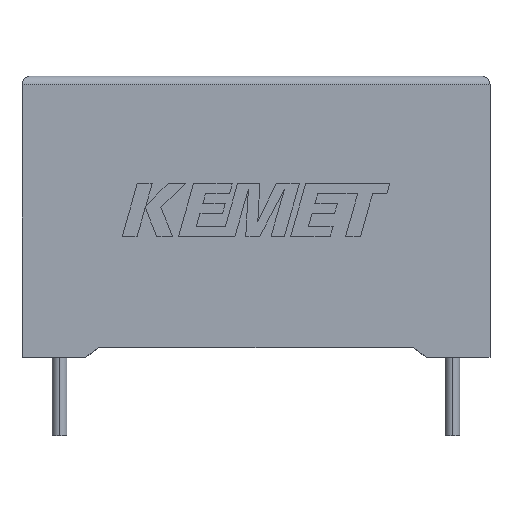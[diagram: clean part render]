
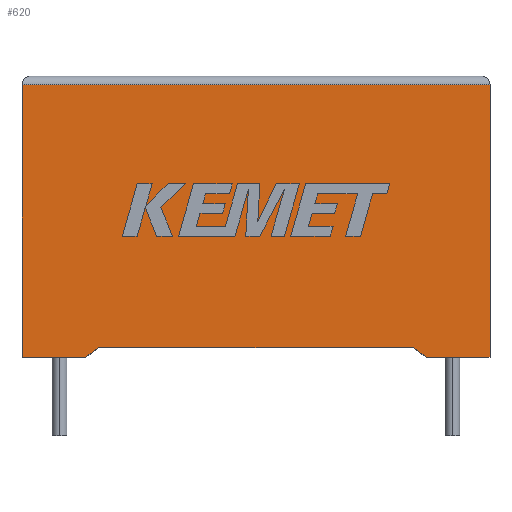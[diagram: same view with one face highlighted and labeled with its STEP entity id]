
A CAD part, top view. The second image highlights one B-rep face of the part: STEP entity #620.
In plain terms, the highlighted planar face has unit normal (0, 0, 1).
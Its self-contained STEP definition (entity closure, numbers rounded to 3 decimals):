
#4 = DIRECTION ( 'NONE',  ( 0., 0., -1. ) ) ;
#47 = ORIENTED_EDGE ( 'NONE', *, *, #2529, .T. ) ;
#73 = DIRECTION ( 'NONE',  ( 0., -1., 0. ) ) ;
#128 = ORIENTED_EDGE ( 'NONE', *, *, #520, .T. ) ;
#183 = CARTESIAN_POINT ( 'NONE',  ( 0., 15.6, 7.2 ) ) ;
#246 = LINE ( 'NONE', #2346, #2179 ) ;
#267 = VECTOR ( 'NONE', #1415, 1000. ) ;
#307 = CARTESIAN_POINT ( 'NONE',  ( 3.65, 0., 7.2 ) ) ;
#322 = EDGE_CURVE ( 'NONE', #589, #2988, #457, .T. ) ;
#356 = CARTESIAN_POINT ( 'NONE',  ( 0., 0., 7.2 ) ) ;
#383 = ORIENTED_EDGE ( 'NONE', *, *, #322, .F. ) ;
#457 = LINE ( 'NONE', #2775, #1636 ) ;
#511 = VECTOR ( 'NONE', #1472, 1000. ) ;
#520 = EDGE_CURVE ( 'NONE', #1760, #1072, #1718, .T. ) ;
#548 = CARTESIAN_POINT ( 'NONE',  ( 0., 0., 7.2 ) ) ;
#589 = VERTEX_POINT ( 'NONE', #2019 ) ;
#606 = EDGE_CURVE ( 'NONE', #589, #1760, #246, .T. ) ;
#620 = ADVANCED_FACE ( 'NONE', ( #2855 ), #2122, .F. ) ;
#795 = LINE ( 'NONE', #1449, #267 ) ;
#802 = EDGE_LOOP ( 'NONE', ( #837, #1897, #2942, #47, #1200, #383, #1269, #128 ) ) ;
#805 = CARTESIAN_POINT ( 'NONE',  ( 0., 0., 7.2 ) ) ;
#837 = ORIENTED_EDGE ( 'NONE', *, *, #857, .T. ) ;
#857 = EDGE_CURVE ( 'NONE', #1072, #2107, #795, .T. ) ;
#1019 = VECTOR ( 'NONE', #1973, 1000. ) ;
#1072 = VERTEX_POINT ( 'NONE', #2928 ) ;
#1200 = ORIENTED_EDGE ( 'NONE', *, *, #2731, .F. ) ;
#1269 = ORIENTED_EDGE ( 'NONE', *, *, #606, .T. ) ;
#1337 = LINE ( 'NONE', #1356, #1838 ) ;
#1341 = VERTEX_POINT ( 'NONE', #183 ) ;
#1342 = EDGE_CURVE ( 'NONE', #2107, #1341, #1337, .T. ) ;
#1356 = CARTESIAN_POINT ( 'NONE',  ( 0., 15.6, 7.2 ) ) ;
#1415 = DIRECTION ( 'NONE',  ( 0., 1., 0. ) ) ;
#1449 = CARTESIAN_POINT ( 'NONE',  ( 26.8, 0., 7.2 ) ) ;
#1461 = LINE ( 'NONE', #2409, #1541 ) ;
#1472 = DIRECTION ( 'NONE',  ( 1., 0., 0. ) ) ;
#1541 = VECTOR ( 'NONE', #73, 1000. ) ;
#1611 = DIRECTION ( 'NONE',  ( 0.802, -0.598, 0. ) ) ;
#1617 = CARTESIAN_POINT ( 'NONE',  ( 26.8, 15.6, 7.2 ) ) ;
#1636 = VECTOR ( 'NONE', #3056, 1000. ) ;
#1707 = VECTOR ( 'NONE', #1730, 1000. ) ;
#1718 = LINE ( 'NONE', #548, #511 ) ;
#1730 = DIRECTION ( 'NONE',  ( 1., 0., 0. ) ) ;
#1760 = VERTEX_POINT ( 'NONE', #2344 ) ;
#1838 = VECTOR ( 'NONE', #2554, 1000. ) ;
#1857 = EDGE_CURVE ( 'NONE', #1341, #2621, #1461, .T. ) ;
#1897 = ORIENTED_EDGE ( 'NONE', *, *, #1342, .T. ) ;
#1924 = CARTESIAN_POINT ( 'NONE',  ( 3.65, 0., 7.2 ) ) ;
#1973 = DIRECTION ( 'NONE',  ( -0.802, -0.598, 0. ) ) ;
#2019 = CARTESIAN_POINT ( 'NONE',  ( 22.406, 0.555, 7.2 ) ) ;
#2072 = CARTESIAN_POINT ( 'NONE',  ( 0., 0., 7.2 ) ) ;
#2107 = VERTEX_POINT ( 'NONE', #1617 ) ;
#2122 = PLANE ( 'NONE',  #2624 ) ;
#2179 = VECTOR ( 'NONE', #1611, 1000. ) ;
#2344 = CARTESIAN_POINT ( 'NONE',  ( 23.15, 0., 7.2 ) ) ;
#2346 = CARTESIAN_POINT ( 'NONE',  ( 23.15, 0., 7.2 ) ) ;
#2409 = CARTESIAN_POINT ( 'NONE',  ( 0., 0., 7.2 ) ) ;
#2452 = LINE ( 'NONE', #307, #1019 ) ;
#2529 = EDGE_CURVE ( 'NONE', #2621, #2685, #2637, .T. ) ;
#2554 = DIRECTION ( 'NONE',  ( -1., 0., 0. ) ) ;
#2602 = DIRECTION ( 'NONE',  ( -1., 0., 0. ) ) ;
#2621 = VERTEX_POINT ( 'NONE', #2072 ) ;
#2624 = AXIS2_PLACEMENT_3D ( 'NONE', #356, #4, #2602 ) ;
#2637 = LINE ( 'NONE', #805, #1707 ) ;
#2685 = VERTEX_POINT ( 'NONE', #1924 ) ;
#2731 = EDGE_CURVE ( 'NONE', #2988, #2685, #2452, .T. ) ;
#2775 = CARTESIAN_POINT ( 'NONE',  ( 13.4, 0.555, 7.2 ) ) ;
#2855 = FACE_OUTER_BOUND ( 'NONE', #802, .T. ) ;
#2928 = CARTESIAN_POINT ( 'NONE',  ( 26.8, 0., 7.2 ) ) ;
#2942 = ORIENTED_EDGE ( 'NONE', *, *, #1857, .T. ) ;
#2988 = VERTEX_POINT ( 'NONE', #3046 ) ;
#3046 = CARTESIAN_POINT ( 'NONE',  ( 4.394, 0.555, 7.2 ) ) ;
#3056 = DIRECTION ( 'NONE',  ( -1., 0., 0. ) ) ;
